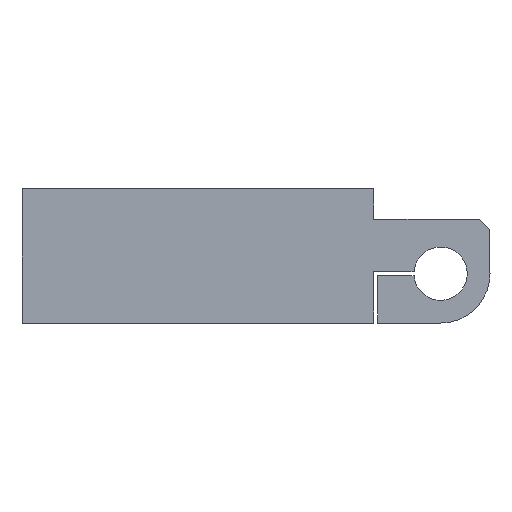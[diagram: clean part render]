
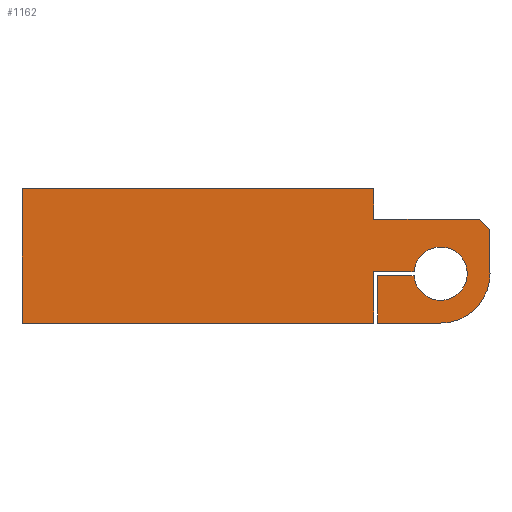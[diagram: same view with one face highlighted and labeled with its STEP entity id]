
A CAD part, left-side view. The second image highlights one B-rep face of the part: STEP entity #1162.
In plain terms, the highlighted planar face has unit normal (-1, 0, 0).
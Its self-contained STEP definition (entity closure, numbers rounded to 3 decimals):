
#22 = VERTEX_POINT('',#23);
#23 = CARTESIAN_POINT('',(-38.,-41.3,
    -26.233));
#40 = VERTEX_POINT('',#41);
#41 = CARTESIAN_POINT('',(-38.,-41.3,-17.733));
#47 = EDGE_CURVE('',#22,#40,#48,.T.);
#48 = LINE('',#49,#50);
#49 = CARTESIAN_POINT('',(-38.,-41.3,
    -26.233));
#50 = VECTOR('',#51,1.);
#51 = DIRECTION('',(0.,0.,1.));
#62 = VERTEX_POINT('',#63);
#63 = CARTESIAN_POINT('',(-38.,-31.8,
    -35.733));
#79 = EDGE_CURVE('',#62,#22,#80,.T.);
#80 = CIRCLE('',#81,9.5);
#81 = AXIS2_PLACEMENT_3D('',#82,#83,#84);
#82 = CARTESIAN_POINT('',(-38.,-31.8,
    -26.233));
#83 = DIRECTION('',(-1.,0.,0.));
#84 = DIRECTION('',(0.,-1.,0.));
#104 = VERTEX_POINT('',#105);
#105 = CARTESIAN_POINT('',(-38.,-39.3,-15.733));
#111 = EDGE_CURVE('',#40,#104,#112,.T.);
#112 = LINE('',#113,#114);
#113 = CARTESIAN_POINT('',(-38.,-41.3,-17.733));
#114 = VECTOR('',#115,1.);
#115 = DIRECTION('',(0.,0.707,0.707));
#126 = VERTEX_POINT('',#127);
#127 = CARTESIAN_POINT('',(-38.,-19.689,
    -35.733));
#142 = EDGE_CURVE('',#126,#62,#143,.T.);
#143 = LINE('',#144,#145);
#144 = CARTESIAN_POINT('',(-38.,-19.689,
    -35.733));
#145 = VECTOR('',#146,1.);
#146 = DIRECTION('',(0.,-1.,0.));
#178 = EDGE_CURVE('',#104,#179,#181,.T.);
#179 = VERTEX_POINT('',#180);
#180 = CARTESIAN_POINT('',(-38.,-18.939,
    -15.733));
#181 = LINE('',#182,#183);
#182 = CARTESIAN_POINT('',(-38.,-39.3,-15.733));
#183 = VECTOR('',#184,1.);
#184 = DIRECTION('',(0.,1.,0.));
#232 = VERTEX_POINT('',#233);
#233 = CARTESIAN_POINT('',(-38.,-19.689,
    -26.608));
#248 = EDGE_CURVE('',#232,#126,#249,.T.);
#249 = LINE('',#250,#251);
#250 = CARTESIAN_POINT('',(-38.,-19.689,
    -26.608));
#251 = VECTOR('',#252,1.);
#252 = DIRECTION('',(0.,0.,-1.));
#263 = VERTEX_POINT('',#264);
#264 = CARTESIAN_POINT('',(-38.,-26.689,
    -26.608));
#279 = EDGE_CURVE('',#263,#232,#280,.T.);
#280 = LINE('',#281,#282);
#281 = CARTESIAN_POINT('',(-38.,-26.689,
    -26.608));
#282 = VECTOR('',#283,1.);
#283 = DIRECTION('',(0.,1.,0.));
#326 = VERTEX_POINT('',#327);
#327 = CARTESIAN_POINT('',(-38.,-26.689,
    -25.858));
#333 = EDGE_CURVE('',#263,#326,#334,.T.);
#334 = CIRCLE('',#335,5.125);
#335 = AXIS2_PLACEMENT_3D('',#336,#337,#338);
#336 = CARTESIAN_POINT('',(-38.,-31.8,
    -26.233));
#337 = DIRECTION('',(-1.,0.,0.));
#338 = DIRECTION('',(0.,-1.,0.));
#349 = VERTEX_POINT('',#350);
#350 = CARTESIAN_POINT('',(-38.,-18.939,
    -25.858));
#365 = EDGE_CURVE('',#349,#326,#366,.T.);
#366 = LINE('',#367,#368);
#367 = CARTESIAN_POINT('',(-38.,-18.939,
    -25.858));
#368 = VECTOR('',#369,1.);
#369 = DIRECTION('',(0.,-1.,0.));
#402 = VERTEX_POINT('',#403);
#403 = CARTESIAN_POINT('',(-38.,-18.939,
    -35.733));
#418 = EDGE_CURVE('',#402,#349,#419,.T.);
#419 = LINE('',#420,#421);
#420 = CARTESIAN_POINT('',(-38.,-18.939,
    -35.733));
#421 = VECTOR('',#422,1.);
#422 = DIRECTION('',(0.,0.,1.));
#433 = VERTEX_POINT('',#434);
#434 = CARTESIAN_POINT('',(-38.,48.7,
    -35.733));
#449 = EDGE_CURVE('',#433,#402,#450,.T.);
#450 = LINE('',#451,#452);
#451 = CARTESIAN_POINT('',(-38.,48.7,
    -35.733));
#452 = VECTOR('',#453,1.);
#453 = DIRECTION('',(0.,-1.,0.));
#513 = EDGE_CURVE('',#179,#514,#516,.T.);
#514 = VERTEX_POINT('',#515);
#515 = CARTESIAN_POINT('',(-38.,-18.939,
    -9.933));
#516 = LINE('',#517,#518);
#517 = CARTESIAN_POINT('',(-38.,-18.939,
    -15.733));
#518 = VECTOR('',#519,1.);
#519 = DIRECTION('',(0.,0.,1.));
#1050 = VERTEX_POINT('',#1051);
#1051 = CARTESIAN_POINT('',(-38.,48.7,
    -9.933));
#1057 = EDGE_CURVE('',#1050,#514,#1058,.T.);
#1058 = LINE('',#1059,#1060);
#1059 = CARTESIAN_POINT('',(-38.,48.7,
    -9.933));
#1060 = VECTOR('',#1061,1.);
#1061 = DIRECTION('',(0.,-1.,0.));
#1162 = ADVANCED_FACE('',(#1163),#1184,.T.);
#1163 = FACE_BOUND('',#1164,.T.);
#1164 = EDGE_LOOP('',(#1165,#1166,#1167,#1168,#1169,#1170,#1176,#1177,
    #1178,#1179,#1180,#1181,#1182,#1183));
#1165 = ORIENTED_EDGE('',*,*,#47,.T.);
#1166 = ORIENTED_EDGE('',*,*,#111,.T.);
#1167 = ORIENTED_EDGE('',*,*,#178,.T.);
#1168 = ORIENTED_EDGE('',*,*,#513,.T.);
#1169 = ORIENTED_EDGE('',*,*,#1057,.F.);
#1170 = ORIENTED_EDGE('',*,*,#1171,.F.);
#1171 = EDGE_CURVE('',#433,#1050,#1172,.T.);
#1172 = LINE('',#1173,#1174);
#1173 = CARTESIAN_POINT('',(-38.,48.7,
    -15.733));
#1174 = VECTOR('',#1175,1.);
#1175 = DIRECTION('',(0.,0.,1.));
#1176 = ORIENTED_EDGE('',*,*,#449,.T.);
#1177 = ORIENTED_EDGE('',*,*,#418,.T.);
#1178 = ORIENTED_EDGE('',*,*,#365,.T.);
#1179 = ORIENTED_EDGE('',*,*,#333,.F.);
#1180 = ORIENTED_EDGE('',*,*,#279,.T.);
#1181 = ORIENTED_EDGE('',*,*,#248,.T.);
#1182 = ORIENTED_EDGE('',*,*,#142,.T.);
#1183 = ORIENTED_EDGE('',*,*,#79,.T.);
#1184 = PLANE('',#1185);
#1185 = AXIS2_PLACEMENT_3D('',#1186,#1187,#1188);
#1186 = CARTESIAN_POINT('',(-38.,-1.082,
    -24.096));
#1187 = DIRECTION('',(-1.,0.,0.));
#1188 = DIRECTION('',(0.,0.,1.));
